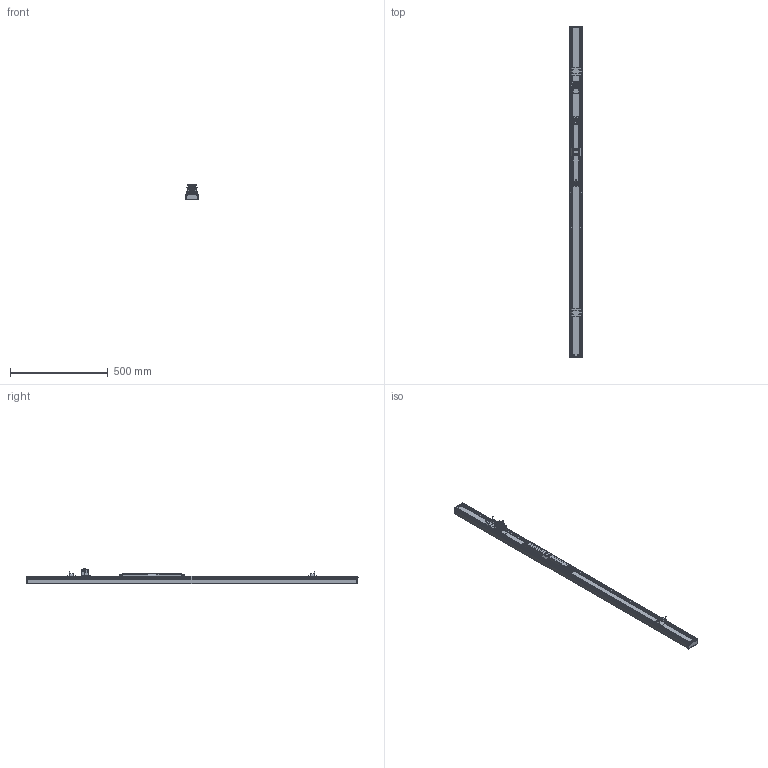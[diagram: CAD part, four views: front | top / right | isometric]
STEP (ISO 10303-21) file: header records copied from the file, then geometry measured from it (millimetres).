
FILE_DESCRIPTION(/* description */ ('This is a sample STEP configuration'),/* implementation_level */ '2;1');
FILE_NAME(/* name */ '610-1258xxxxxxxxx _Simple.ipt_Rev_00.1.stp',/* time_stamp */ '2022-12-15T11:32:18+01:00',/* author */ ('powerJobs'),/* organization */ ('coolOrange'),/* preprocessor_version */ 'ST-DEVELOPER v18.1',/* originating_system */ 'Autodesk Inventor 2020',/* authorisation */ '');
FILE_SCHEMA (('AUTOMOTIVE_DESIGN { 1 0 10303 214 3 1 1 }'));
Products named in the file (1): ENG000027459
Bounding box: 67.4 x 1698.6 x 79.41 mm (x, y, z)
Volume: 636956.1 mm3; surface area: 1068493.1 mm2
Topology: 15 solids, 16 shells, 6888 faces, 18623 edges, 11685 vertices
Faces by surface type: plane 3712, cylinder 2130, bspline 480, torus 273, cone 171, sphere 122
Full cylindrical faces by diameter (mm): 1.1 x14, 1.2 x8, 1.242 x1, 1.5 x16, 2.8 x6, 3 x14, 3.2 x1, 3.5 x1, 3.65 x1, 4.1 x1, 4.5 x1, 5 x2
Entity records: 244061 total; most frequent: CARTESIAN_POINT 65362, ORIENTED_EDGE 36978, DIRECTION 35941, EDGE_CURVE 18514, LINE 12383, VECTOR 12383, AXIS2_PLACEMENT_3D 11779, VERTEX_POINT 11685
